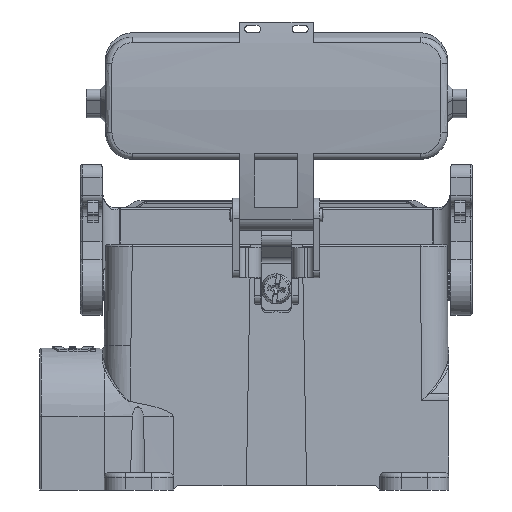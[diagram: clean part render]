
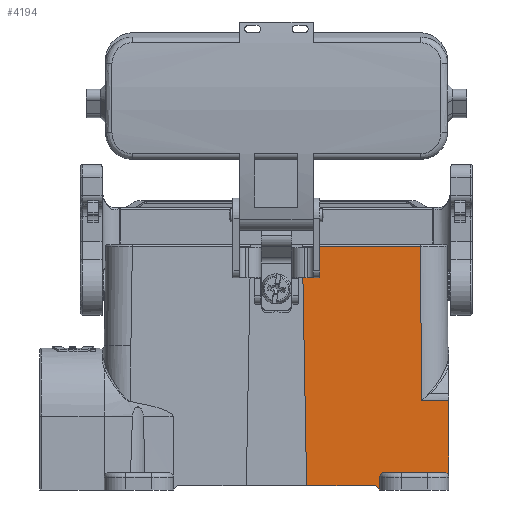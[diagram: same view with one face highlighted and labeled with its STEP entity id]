
A CAD part, front view. The second image highlights one B-rep face of the part: STEP entity #4194.
In plain terms, the highlighted planar face has unit normal (0, -1, 0.007).
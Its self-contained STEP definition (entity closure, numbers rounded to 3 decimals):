
#97=ELLIPSE('',#19447,1.,1.);
#98=ELLIPSE('',#19448,1.,1.);
#3308=FACE_OUTER_BOUND('',#6297,.T.);
#4194=ADVANCED_FACE('',(#3308),#4983,.T.);
#4983=PLANE('',#19449);
#6297=EDGE_LOOP('',(#10917,#10918,#10919,#10920,#10921,#10922,#10923,#10924,
#10925,#10926,#10927));
#7455=LINE('',#28721,#8608);
#7507=LINE('',#29072,#8660);
#7508=LINE('',#29075,#8661);
#7509=LINE('',#29077,#8662);
#7510=LINE('',#29079,#8663);
#7511=LINE('',#29081,#8664);
#7512=LINE('',#29083,#8665);
#7513=LINE('',#29085,#8666);
#7514=LINE('',#29088,#8667);
#8608=VECTOR('',#21553,1.);
#8660=VECTOR('',#21695,1.);
#8661=VECTOR('',#21696,1.);
#8662=VECTOR('',#21697,1.);
#8663=VECTOR('',#21698,1.);
#8664=VECTOR('',#21699,1.);
#8665=VECTOR('',#21700,1.);
#8666=VECTOR('',#21701,1.);
#8667=VECTOR('',#21704,1.);
#10917=ORIENTED_EDGE('',*,*,#16617,.F.);
#10918=ORIENTED_EDGE('',*,*,#16618,.T.);
#10919=ORIENTED_EDGE('',*,*,#16619,.T.);
#10920=ORIENTED_EDGE('',*,*,#16620,.T.);
#10921=ORIENTED_EDGE('',*,*,#16621,.F.);
#10922=ORIENTED_EDGE('',*,*,#16622,.T.);
#10923=ORIENTED_EDGE('',*,*,#16623,.T.);
#10924=ORIENTED_EDGE('',*,*,#16513,.F.);
#10925=ORIENTED_EDGE('',*,*,#16624,.T.);
#10926=ORIENTED_EDGE('',*,*,#16625,.T.);
#10927=ORIENTED_EDGE('',*,*,#16626,.T.);
#14734=VERTEX_POINT('',#28720);
#14735=VERTEX_POINT('',#28722);
#14823=VERTEX_POINT('',#29073);
#14824=VERTEX_POINT('',#29074);
#14825=VERTEX_POINT('',#29076);
#14826=VERTEX_POINT('',#29078);
#14827=VERTEX_POINT('',#29080);
#14828=VERTEX_POINT('',#29082);
#14829=VERTEX_POINT('',#29084);
#14830=VERTEX_POINT('',#29087);
#14831=VERTEX_POINT('',#29089);
#16513=EDGE_CURVE('',#14734,#14735,#7455,.T.);
#16617=EDGE_CURVE('',#14823,#14824,#7507,.T.);
#16618=EDGE_CURVE('',#14823,#14825,#7508,.T.);
#16619=EDGE_CURVE('',#14825,#14826,#7509,.T.);
#16620=EDGE_CURVE('',#14826,#14827,#7510,.T.);
#16621=EDGE_CURVE('',#14828,#14827,#7511,.T.);
#16622=EDGE_CURVE('',#14828,#14829,#7512,.T.);
#16623=EDGE_CURVE('',#14829,#14735,#7513,.T.);
#16624=EDGE_CURVE('',#14734,#14830,#97,.T.);
#16625=EDGE_CURVE('',#14830,#14831,#7514,.T.);
#16626=EDGE_CURVE('',#14831,#14824,#98,.T.);
#19447=AXIS2_PLACEMENT_3D('',#29086,#21702,#21703);
#19448=AXIS2_PLACEMENT_3D('',#29090,#21705,#21706);
#19449=AXIS2_PLACEMENT_3D('',#29091,#21707,#21708);
#21553=DIRECTION('',(0.,-0.007,-1.));
#21695=DIRECTION('',(0.,-0.007,-1.));
#21696=DIRECTION('',(-1.,0.,0.));
#21697=DIRECTION('',(-0.006,0.007,1.));
#21698=DIRECTION('',(-1.,0.,0.));
#21699=DIRECTION('',(-0.018,0.007,1.));
#21700=DIRECTION('',(1.,0.,0.));
#21701=DIRECTION('',(0.707,-0.005,-0.707));
#21702=DIRECTION('',(0.,1.,-0.007));
#21703=DIRECTION('',(0.,0.007,1.));
#21704=DIRECTION('',(1.,0.,0.));
#21705=DIRECTION('',(0.,1.,-0.007));
#21706=DIRECTION('',(0.,0.007,1.));
#21707=DIRECTION('',(0.,-1.,0.007));
#21708=DIRECTION('',(0.,-0.007,-1.));
#28720=CARTESIAN_POINT('',(24.,-15.454,-44.85));
#28721=CARTESIAN_POINT('',(24.,-15.475,-47.85));
#28722=CARTESIAN_POINT('',(24.,-15.475,-47.85));
#29072=CARTESIAN_POINT('',(40.,-15.324,-26.349));
#29073=CARTESIAN_POINT('',(40.,-15.33,-27.134));
#29074=CARTESIAN_POINT('',(40.,-15.454,-44.85));
#29075=CARTESIAN_POINT('',(40.,-15.33,-27.134));
#29076=CARTESIAN_POINT('',(33.673,-15.33,-27.134));
#29077=CARTESIAN_POINT('',(33.45,-15.075,9.112));
#29078=CARTESIAN_POINT('',(33.453,-15.078,8.654));
#29079=CARTESIAN_POINT('',(6.,-15.078,8.654));
#29080=CARTESIAN_POINT('',(6.009,-15.078,8.654));
#29081=CARTESIAN_POINT('',(7.028,-15.479,-48.439));
#29082=CARTESIAN_POINT('',(7.,-15.468,-46.85));
#29083=CARTESIAN_POINT('',(40.,-15.468,-46.85));
#29084=CARTESIAN_POINT('',(23.,-15.468,-46.85));
#29085=CARTESIAN_POINT('',(22.907,-15.467,-46.757));
#29086=CARTESIAN_POINT('',(25.,-15.454,-44.85));
#29087=CARTESIAN_POINT('',(24.473,-15.448,-44.));
#29088=CARTESIAN_POINT('',(40.,-15.448,-44.));
#29089=CARTESIAN_POINT('',(39.527,-15.448,-44.));
#29090=CARTESIAN_POINT('',(39.,-15.454,-44.85));
#29091=CARTESIAN_POINT('',(40.,-15.475,-47.85));
